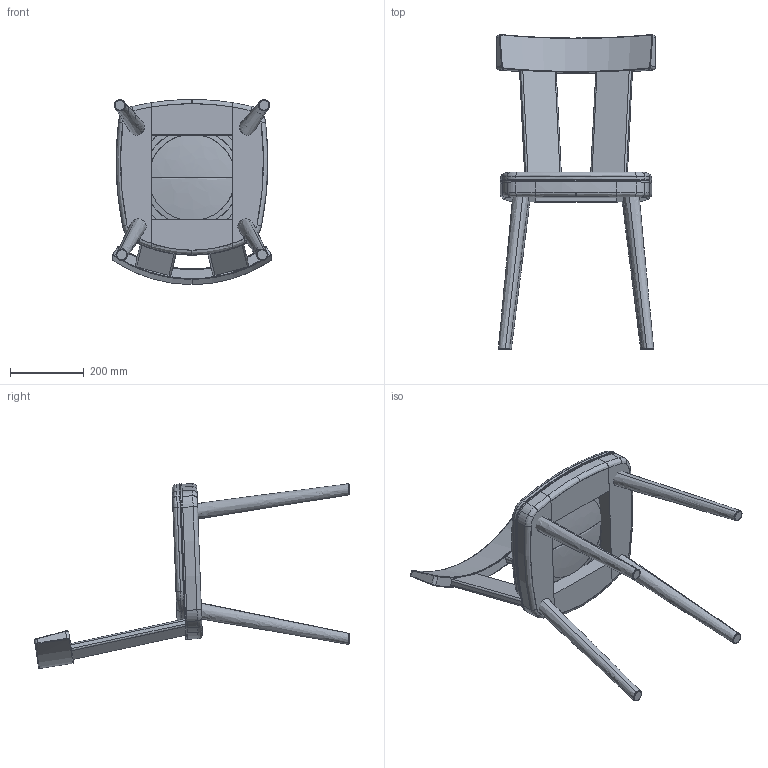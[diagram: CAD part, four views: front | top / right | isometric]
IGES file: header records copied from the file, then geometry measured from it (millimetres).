
Start section: SolidWorks IGES file using analytic representation for surfaces
Global section: file name: CADEIRA BAMBA A-385 UW.IGS; native system: SolidWorks 2017; preprocessor: SolidWorks 2017; author: Adao; date: 170105.141707; units: millimetre
Bounding box: 430.81 x 851.05 x 500.05 mm (x, y, z)
Surface area: 1081326 mm2 (no closed solid volume)
Topology: 0 solids, 0 shells, 190 faces, 1937 edges, 1935 vertices
Faces by surface type: bspline 116, revolution 74
